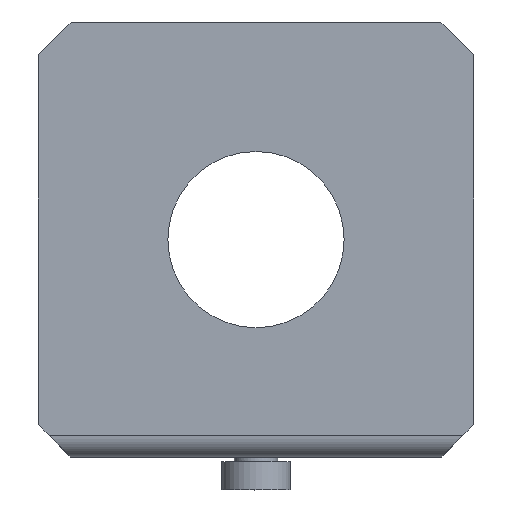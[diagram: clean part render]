
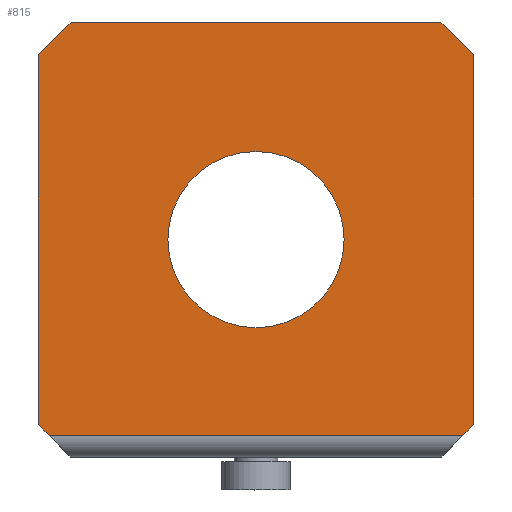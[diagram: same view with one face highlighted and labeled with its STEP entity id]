
A CAD part, top view. The second image highlights one B-rep face of the part: STEP entity #815.
In plain terms, the highlighted planar face has unit normal (0, 0, 1).
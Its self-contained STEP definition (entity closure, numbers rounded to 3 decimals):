
#757=AXIS2_PLACEMENT_3D('Circle Axis2P3D',#755,#756,$) ;
#781=AXIS2_PLACEMENT_3D('Circle Axis2P3D',#779,#780,$) ;
#794=AXIS2_PLACEMENT_3D('Plane Axis2P3D',#791,#792,#793) ;
#482=CARTESIAN_POINT('Vertex',(40.,6.,10.)) ;
#485=CARTESIAN_POINT('Line Origine',(39.5,5.5,10.)) ;
#489=CARTESIAN_POINT('Vertex',(39.,5.,10.)) ;
#606=CARTESIAN_POINT('Vertex',(1.,5.,10.)) ;
#609=CARTESIAN_POINT('Line Origine',(0.5,5.5,10.)) ;
#613=CARTESIAN_POINT('Vertex',(0.,6.,10.)) ;
#635=CARTESIAN_POINT('Line Origine',(0.,23.,10.)) ;
#639=CARTESIAN_POINT('Vertex',(0.,40.,10.)) ;
#659=CARTESIAN_POINT('Line Origine',(1.5,41.5,10.)) ;
#663=CARTESIAN_POINT('Vertex',(3.,43.,10.)) ;
#687=CARTESIAN_POINT('Vertex',(37.,43.,10.)) ;
#690=CARTESIAN_POINT('Line Origine',(20.,43.,10.)) ;
#707=CARTESIAN_POINT('Line Origine',(38.5,41.5,10.)) ;
#711=CARTESIAN_POINT('Vertex',(40.,40.,10.)) ;
#731=CARTESIAN_POINT('Line Origine',(40.,23.,10.)) ;
#752=CARTESIAN_POINT('Vertex',(28.1,23.,10.)) ;
#755=CARTESIAN_POINT('Axis2P3D Location',(20.,23.,10.)) ;
#759=CARTESIAN_POINT('Vertex',(11.9,23.,10.)) ;
#779=CARTESIAN_POINT('Axis2P3D Location',(20.,23.,10.)) ;
#791=CARTESIAN_POINT('Axis2P3D Location',(0.,3.,10.)) ;
#796=CARTESIAN_POINT('Line Origine',(20.,5.,10.)) ;
#486=DIRECTION('Vector Direction',(-0.707,-0.707,0.)) ;
#610=DIRECTION('Vector Direction',(0.707,-0.707,0.)) ;
#636=DIRECTION('Vector Direction',(0.,-1.,0.)) ;
#660=DIRECTION('Vector Direction',(0.707,0.707,0.)) ;
#691=DIRECTION('Vector Direction',(-1.,0.,0.)) ;
#708=DIRECTION('Vector Direction',(0.707,-0.707,0.)) ;
#732=DIRECTION('Vector Direction',(0.,1.,0.)) ;
#756=DIRECTION('Axis2P3D Direction',(0.,0.,1.)) ;
#780=DIRECTION('Axis2P3D Direction',(0.,0.,1.)) ;
#792=DIRECTION('Axis2P3D Direction',(0.,0.,1.)) ;
#793=DIRECTION('Axis2P3D XDirection',(1.,0.,0.)) ;
#797=DIRECTION('Vector Direction',(1.,0.,0.)) ;
#487=VECTOR('Line Direction',#486,1.) ;
#611=VECTOR('Line Direction',#610,1.) ;
#637=VECTOR('Line Direction',#636,1.) ;
#661=VECTOR('Line Direction',#660,1.) ;
#692=VECTOR('Line Direction',#691,1.) ;
#709=VECTOR('Line Direction',#708,1.) ;
#733=VECTOR('Line Direction',#732,1.) ;
#798=VECTOR('Line Direction',#797,1.) ;
#802=ORIENTED_EDGE('',*,*,#491,.F.) ;
#803=ORIENTED_EDGE('',*,*,#735,.T.) ;
#804=ORIENTED_EDGE('',*,*,#713,.F.) ;
#805=ORIENTED_EDGE('',*,*,#694,.T.) ;
#806=ORIENTED_EDGE('',*,*,#665,.F.) ;
#807=ORIENTED_EDGE('',*,*,#641,.T.) ;
#808=ORIENTED_EDGE('',*,*,#615,.F.) ;
#809=ORIENTED_EDGE('',*,*,#800,.T.) ;
#812=ORIENTED_EDGE('',*,*,#783,.F.) ;
#813=ORIENTED_EDGE('',*,*,#761,.F.) ;
#814=FACE_BOUND('',#811,.T.) ;
#815=ADVANCED_FACE('V1',(#810,#814),#795,.T.) ;
#758=CIRCLE('generated circle',#757,8.1) ;
#782=CIRCLE('generated circle',#781,8.1) ;
#491=EDGE_CURVE('',#483,#490,#488,.T.) ;
#615=EDGE_CURVE('',#607,#614,#612,.F.) ;
#641=EDGE_CURVE('',#640,#614,#638,.T.) ;
#665=EDGE_CURVE('',#640,#664,#662,.T.) ;
#694=EDGE_CURVE('',#688,#664,#693,.T.) ;
#713=EDGE_CURVE('',#688,#712,#710,.T.) ;
#735=EDGE_CURVE('',#483,#712,#734,.T.) ;
#761=EDGE_CURVE('',#753,#760,#758,.T.) ;
#783=EDGE_CURVE('',#760,#753,#782,.T.) ;
#800=EDGE_CURVE('',#607,#490,#799,.T.) ;
#801=EDGE_LOOP('',(#802,#803,#804,#805,#806,#807,#808,#809)) ;
#811=EDGE_LOOP('',(#812,#813)) ;
#810=FACE_OUTER_BOUND('',#801,.T.) ;
#488=LINE('Line',#485,#487) ;
#612=LINE('Line',#609,#611) ;
#638=LINE('Line',#635,#637) ;
#662=LINE('Line',#659,#661) ;
#693=LINE('Line',#690,#692) ;
#710=LINE('Line',#707,#709) ;
#734=LINE('Line',#731,#733) ;
#799=LINE('Line',#796,#798) ;
#795=PLANE('',#794) ;
#483=VERTEX_POINT('',#482) ;
#490=VERTEX_POINT('',#489) ;
#607=VERTEX_POINT('',#606) ;
#614=VERTEX_POINT('',#613) ;
#640=VERTEX_POINT('',#639) ;
#664=VERTEX_POINT('',#663) ;
#688=VERTEX_POINT('',#687) ;
#712=VERTEX_POINT('',#711) ;
#753=VERTEX_POINT('',#752) ;
#760=VERTEX_POINT('',#759) ;
